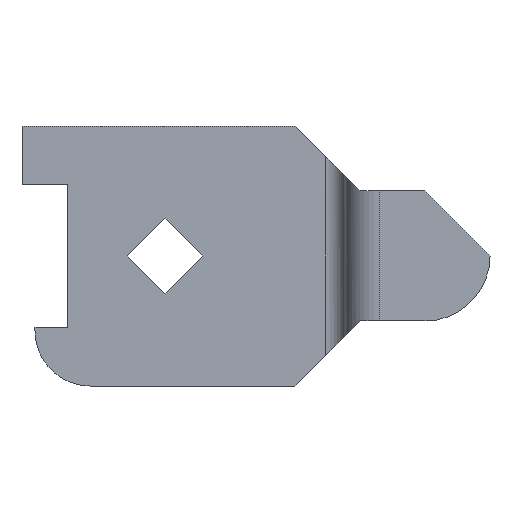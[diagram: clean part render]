
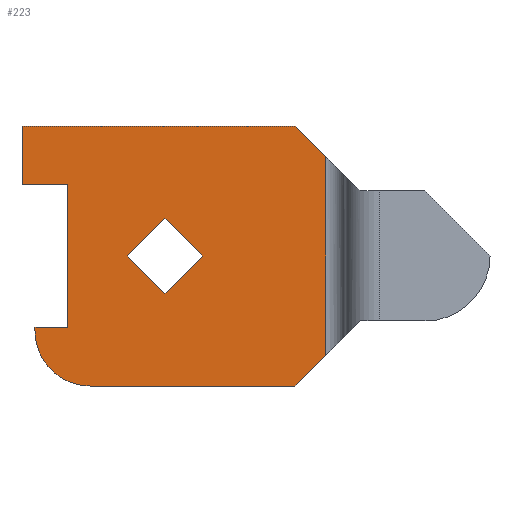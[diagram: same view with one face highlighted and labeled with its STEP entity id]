
A CAD part, front view. The second image highlights one B-rep face of the part: STEP entity #223.
In plain terms, the highlighted planar face has unit normal (0, -1, 0).
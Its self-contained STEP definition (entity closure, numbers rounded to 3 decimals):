
#4 = VERTEX_POINT ( 'NONE', #111 ) ;
#17 = CARTESIAN_POINT ( 'NONE',  ( -18.136, -2.3, 23.864 ) ) ;
#21 = CARTESIAN_POINT ( 'NONE',  ( 0., -2.3, -5.728 ) ) ;
#29 = CARTESIAN_POINT ( 'NONE',  ( -20., -2.3, -11. ) ) ;
#35 = VECTOR ( 'NONE', #726, 1000. ) ;
#40 = CARTESIAN_POINT ( 'NONE',  ( 0., -2.3, 5.728 ) ) ;
#48 = VECTOR ( 'NONE', #300, 1000. ) ;
#53 = VECTOR ( 'NONE', #735, 1000. ) ;
#56 = ORIENTED_EDGE ( 'NONE', *, *, #262, .T. ) ;
#72 = CARTESIAN_POINT ( 'NONE',  ( 19., -2.3, -21. ) ) ;
#75 = DIRECTION ( 'NONE',  ( 0.707, 0., 0.707 ) ) ;
#83 = VECTOR ( 'NONE', #550, 1000. ) ;
#85 = CARTESIAN_POINT ( 'NONE',  ( -5.728, -2.3, 0. ) ) ;
#94 = EDGE_CURVE ( 'NONE', #552, #554, #851, .T. ) ;
#100 = CARTESIAN_POINT ( 'NONE',  ( -22., -2.3, 20. ) ) ;
#111 = CARTESIAN_POINT ( 'NONE',  ( 5.728, -2.3, 0. ) ) ;
#112 = FACE_OUTER_BOUND ( 'NONE', #506, .T. ) ;
#113 = VERTEX_POINT ( 'NONE', #861 ) ;
#123 = LINE ( 'NONE', #768, #83 ) ;
#129 = VECTOR ( 'NONE', #400, 1000. ) ;
#139 = VECTOR ( 'NONE', #228, 1000. ) ;
#141 = DIRECTION ( 'NONE',  ( 0., 0., 1. ) ) ;
#146 = VECTOR ( 'NONE', #950, 1000. ) ;
#155 = EDGE_CURVE ( 'NONE', #475, #554, #586, .T. ) ;
#158 = VECTOR ( 'NONE', #633, 1000. ) ;
#159 = ORIENTED_EDGE ( 'NONE', *, *, #335, .T. ) ;
#182 = CARTESIAN_POINT ( 'NONE',  ( 20., -2.3, -20. ) ) ;
#194 = ORIENTED_EDGE ( 'NONE', *, *, #207, .T. ) ;
#201 = ORIENTED_EDGE ( 'NONE', *, *, #629, .T. ) ;
#207 = EDGE_CURVE ( 'NONE', #293, #475, #795, .T. ) ;
#223 = ADVANCED_FACE ( 'NONE', ( #314, #112 ), #740, .F. ) ;
#226 = VECTOR ( 'NONE', #746, 1000. ) ;
#228 = DIRECTION ( 'NONE',  ( -0.707, 0., -0.707 ) ) ;
#237 = VERTEX_POINT ( 'NONE', #29 ) ;
#247 = VECTOR ( 'NONE', #695, 1000. ) ;
#262 = EDGE_CURVE ( 'NONE', #648, #600, #635, .T. ) ;
#293 = VERTEX_POINT ( 'NONE', #372 ) ;
#300 = DIRECTION ( 'NONE',  ( 0.707, 0., -0.707 ) ) ;
#307 = CARTESIAN_POINT ( 'NONE',  ( -11.5, -2.3, -11.5 ) ) ;
#312 = DIRECTION ( 'NONE',  ( 0., 0., 1. ) ) ;
#313 = EDGE_CURVE ( 'NONE', #445, #293, #830, .T. ) ;
#314 = FACE_BOUND ( 'NONE', #792, .T. ) ;
#333 = VECTOR ( 'NONE', #804, 1000. ) ;
#335 = EDGE_CURVE ( 'NONE', #610, #4, #618, .T. ) ;
#339 = LINE ( 'NONE', #825, #139 ) ;
#361 = CARTESIAN_POINT ( 'NONE',  ( -20., -2.3, 20. ) ) ;
#367 = AXIS2_PLACEMENT_3D ( 'NONE', #602, #961, #141 ) ;
#372 = CARTESIAN_POINT ( 'NONE',  ( 24.7, -2.3, -15.3 ) ) ;
#389 = DIRECTION ( 'NONE',  ( 1., 0., 0. ) ) ;
#400 = DIRECTION ( 'NONE',  ( -0.707, 0., 0.707 ) ) ;
#401 = CARTESIAN_POINT ( 'NONE',  ( 20., -2.3, 20. ) ) ;
#403 = EDGE_CURVE ( 'NONE', #600, #419, #123, .T. ) ;
#406 = ORIENTED_EDGE ( 'NONE', *, *, #801, .T. ) ;
#414 = ORIENTED_EDGE ( 'NONE', *, *, #403, .T. ) ;
#419 = VERTEX_POINT ( 'NONE', #863 ) ;
#426 = LINE ( 'NONE', #642, #932 ) ;
#429 = AXIS2_PLACEMENT_3D ( 'NONE', #307, #458, #312 ) ;
#445 = VERTEX_POINT ( 'NONE', #182 ) ;
#458 = DIRECTION ( 'NONE',  ( 0., -1., 0. ) ) ;
#462 = CARTESIAN_POINT ( 'NONE',  ( -22., -2.3, -11. ) ) ;
#467 = EDGE_CURVE ( 'NONE', #552, #648, #847, .T. ) ;
#475 = VERTEX_POINT ( 'NONE', #683 ) ;
#480 = CARTESIAN_POINT ( 'NONE',  ( -3.864, -2.3, 1.864 ) ) ;
#499 = CARTESIAN_POINT ( 'NONE',  ( -15., -2.3, 11. ) ) ;
#506 = EDGE_LOOP ( 'NONE', ( #201, #406, #873, #860, #194, #935, #833, #538, #56, #414, #657 ) ) ;
#511 = CARTESIAN_POINT ( 'NONE',  ( -1., -2.3, 41. ) ) ;
#530 = CIRCLE ( 'NONE', #429, 8.5 ) ;
#538 = ORIENTED_EDGE ( 'NONE', *, *, #467, .T. ) ;
#550 = DIRECTION ( 'NONE',  ( 0., 0., -1. ) ) ;
#552 = VERTEX_POINT ( 'NONE', #100 ) ;
#554 = VERTEX_POINT ( 'NONE', #401 ) ;
#586 = LINE ( 'NONE', #511, #35 ) ;
#591 = ORIENTED_EDGE ( 'NONE', *, *, #697, .T. ) ;
#600 = VERTEX_POINT ( 'NONE', #499 ) ;
#602 = CARTESIAN_POINT ( 'NONE',  ( -22., -2.3, 20. ) ) ;
#610 = VERTEX_POINT ( 'NONE', #40 ) ;
#618 = LINE ( 'NONE', #17, #48 ) ;
#629 = EDGE_CURVE ( 'NONE', #237, #113, #644, .T. ) ;
#631 = LINE ( 'NONE', #480, #158 ) ;
#633 = DIRECTION ( 'NONE',  ( 0.707, 0., 0.707 ) ) ;
#635 = LINE ( 'NONE', #658, #333 ) ;
#642 = CARTESIAN_POINT ( 'NONE',  ( -22., -2.3, -20. ) ) ;
#644 = LINE ( 'NONE', #361, #146 ) ;
#645 = VECTOR ( 'NONE', #75, 1000. ) ;
#648 = VERTEX_POINT ( 'NONE', #942 ) ;
#657 = ORIENTED_EDGE ( 'NONE', *, *, #867, .T. ) ;
#658 = CARTESIAN_POINT ( 'NONE',  ( -22., -2.3, 11. ) ) ;
#673 = ORIENTED_EDGE ( 'NONE', *, *, #837, .T. ) ;
#676 = CARTESIAN_POINT ( 'NONE',  ( -22., -2.3, 20. ) ) ;
#683 = CARTESIAN_POINT ( 'NONE',  ( 24.7, -2.3, 15.3 ) ) ;
#695 = DIRECTION ( 'NONE',  ( 0., 0., -1. ) ) ;
#696 = EDGE_CURVE ( 'NONE', #900, #445, #426, .T. ) ;
#697 = EDGE_CURVE ( 'NONE', #779, #610, #631, .T. ) ;
#698 = CARTESIAN_POINT ( 'NONE',  ( -11.5, -2.3, -20. ) ) ;
#726 = DIRECTION ( 'NONE',  ( -0.707, 0., 0.707 ) ) ;
#735 = DIRECTION ( 'NONE',  ( 0., 0., 1. ) ) ;
#740 = PLANE ( 'NONE',  #367 ) ;
#746 = DIRECTION ( 'NONE',  ( -1., 0., 0. ) ) ;
#764 = CARTESIAN_POINT ( 'NONE',  ( -23.864, -2.3, 18.136 ) ) ;
#768 = CARTESIAN_POINT ( 'NONE',  ( -15., -2.3, 20. ) ) ;
#779 = VERTEX_POINT ( 'NONE', #85 ) ;
#785 = ORIENTED_EDGE ( 'NONE', *, *, #882, .T. ) ;
#792 = EDGE_LOOP ( 'NONE', ( #159, #673, #785, #591 ) ) ;
#795 = LINE ( 'NONE', #953, #53 ) ;
#801 = EDGE_CURVE ( 'NONE', #113, #900, #530, .T. ) ;
#804 = DIRECTION ( 'NONE',  ( 1., 0., 0. ) ) ;
#809 = LINE ( 'NONE', #462, #226 ) ;
#825 = CARTESIAN_POINT ( 'NONE',  ( 1.864, -2.3, -3.864 ) ) ;
#830 = LINE ( 'NONE', #72, #645 ) ;
#833 = ORIENTED_EDGE ( 'NONE', *, *, #94, .F. ) ;
#837 = EDGE_CURVE ( 'NONE', #4, #884, #339, .T. ) ;
#842 = VECTOR ( 'NONE', #870, 1000. ) ;
#847 = LINE ( 'NONE', #676, #247 ) ;
#851 = LINE ( 'NONE', #937, #842 ) ;
#860 = ORIENTED_EDGE ( 'NONE', *, *, #313, .T. ) ;
#861 = CARTESIAN_POINT ( 'NONE',  ( -20., -2.3, -11.5 ) ) ;
#863 = CARTESIAN_POINT ( 'NONE',  ( -15., -2.3, -11. ) ) ;
#867 = EDGE_CURVE ( 'NONE', #419, #237, #809, .T. ) ;
#870 = DIRECTION ( 'NONE',  ( 1., 0., 0. ) ) ;
#873 = ORIENTED_EDGE ( 'NONE', *, *, #696, .T. ) ;
#876 = LINE ( 'NONE', #764, #129 ) ;
#882 = EDGE_CURVE ( 'NONE', #884, #779, #876, .T. ) ;
#884 = VERTEX_POINT ( 'NONE', #21 ) ;
#900 = VERTEX_POINT ( 'NONE', #698 ) ;
#932 = VECTOR ( 'NONE', #389, 1000. ) ;
#935 = ORIENTED_EDGE ( 'NONE', *, *, #155, .T. ) ;
#937 = CARTESIAN_POINT ( 'NONE',  ( -22., -2.3, 20. ) ) ;
#942 = CARTESIAN_POINT ( 'NONE',  ( -22., -2.3, 11. ) ) ;
#950 = DIRECTION ( 'NONE',  ( 0., 0., -1. ) ) ;
#953 = CARTESIAN_POINT ( 'NONE',  ( 24.7, -2.3, 20. ) ) ;
#961 = DIRECTION ( 'NONE',  ( 0., 1., 0. ) ) ;
